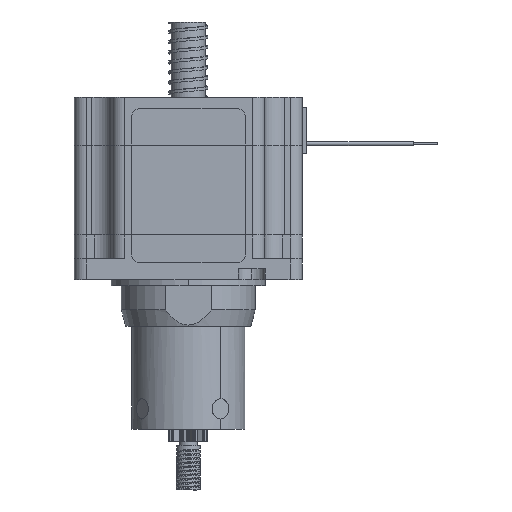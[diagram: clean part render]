
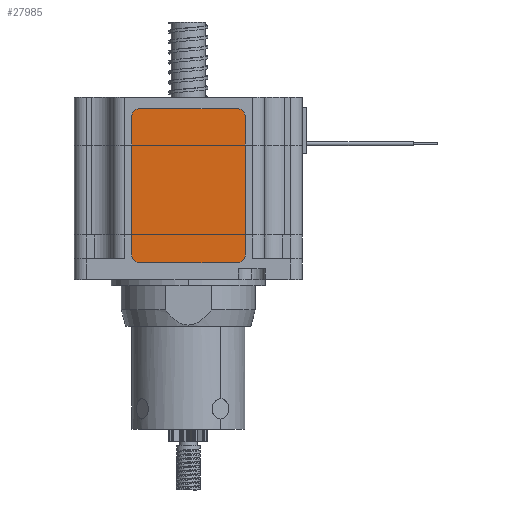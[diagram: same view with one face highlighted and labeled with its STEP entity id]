
A CAD part, front view. The second image highlights one B-rep face of the part: STEP entity #27985.
In plain terms, the highlighted face is planar.
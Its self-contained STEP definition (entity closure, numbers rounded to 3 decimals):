
#726 = AXIS2_PLACEMENT_3D ( 'NONE', #69124, #30407, #42336 ) ;
#2519 = AXIS2_PLACEMENT_3D ( 'NONE', #41252, #30051, #31494 ) ;
#2880 = CARTESIAN_POINT ( 'NONE',  ( 2., 26., 0.1 ) ) ;
#4170 = CARTESIAN_POINT ( 'NONE',  ( 36., 28., 0.1 ) ) ;
#5223 = CIRCLE ( 'NONE', #49101, 2. ) ;
#5246 = AXIS2_PLACEMENT_3D ( 'NONE', #24748, #12456, #7742 ) ;
#5564 = CARTESIAN_POINT ( 'NONE',  ( 0., 26., 0.1 ) ) ;
#6739 = VECTOR ( 'NONE', #61581, 1000. ) ;
#7488 = CIRCLE ( 'NONE', #5246, 2. ) ;
#7742 = DIRECTION ( 'NONE',  ( -1., 0., 0. ) ) ;
#8440 = CARTESIAN_POINT ( 'NONE',  ( 36., 26., 0.1 ) ) ;
#8764 = ORIENTED_EDGE ( 'NONE', *, *, #61599, .T. ) ;
#8785 = EDGE_CURVE ( 'NONE', #69651, #26636, #31297, .T. ) ;
#9023 = DIRECTION ( 'NONE',  ( 0., 1., 0. ) ) ;
#12456 = DIRECTION ( 'NONE',  ( 0., 0., 1. ) ) ;
#13296 = ORIENTED_EDGE ( 'NONE', *, *, #40025, .T. ) ;
#13604 = ORIENTED_EDGE ( 'NONE', *, *, #8785, .T. ) ;
#15216 = PLANE ( 'NONE',  #726 ) ;
#16977 = ORIENTED_EDGE ( 'NONE', *, *, #56313, .T. ) ;
#17107 = EDGE_LOOP ( 'NONE', ( #16977, #70447, #61804, #63842, #13296, #8764, #34267, #13604 ) ) ;
#17479 = VECTOR ( 'NONE', #38512, 1000. ) ;
#19738 = EDGE_CURVE ( 'NONE', #48496, #69651, #31652, .T. ) ;
#19893 = DIRECTION ( 'NONE',  ( 0., 0., 1. ) ) ;
#22177 = CARTESIAN_POINT ( 'NONE',  ( 0., 26., 0.1 ) ) ;
#24007 = DIRECTION ( 'NONE',  ( 0., 0., 1. ) ) ;
#24417 = EDGE_CURVE ( 'NONE', #38868, #67478, #53383, .T. ) ;
#24748 = CARTESIAN_POINT ( 'NONE',  ( 2., 2., 0.1 ) ) ;
#24770 = CARTESIAN_POINT ( 'NONE',  ( 2., 0., 0.1 ) ) ;
#26636 = VERTEX_POINT ( 'NONE', #5564 ) ;
#26644 = CARTESIAN_POINT ( 'NONE',  ( 36., 28., 0.1 ) ) ;
#27985 = ADVANCED_FACE ( 'NONE', ( #42694 ), #15216, .T. ) ;
#28783 = VERTEX_POINT ( 'NONE', #46531 ) ;
#28978 = AXIS2_PLACEMENT_3D ( 'NONE', #2880, #19893, #9023 ) ;
#30051 = DIRECTION ( 'NONE',  ( 0., 0., 1. ) ) ;
#30302 = VERTEX_POINT ( 'NONE', #66049 ) ;
#30407 = DIRECTION ( 'NONE',  ( 0., 0., 1. ) ) ;
#31297 = CIRCLE ( 'NONE', #28978, 2. ) ;
#31494 = DIRECTION ( 'NONE',  ( 0., -1., 0. ) ) ;
#31652 = LINE ( 'NONE', #4170, #17479 ) ;
#33983 = DIRECTION ( 'NONE',  ( 0., 1., 0. ) ) ;
#34267 = ORIENTED_EDGE ( 'NONE', *, *, #19738, .T. ) ;
#35060 = LINE ( 'NONE', #40476, #67793 ) ;
#38512 = DIRECTION ( 'NONE',  ( -1., 0., 0. ) ) ;
#38651 = CARTESIAN_POINT ( 'NONE',  ( 2., 28., 0.1 ) ) ;
#38868 = VERTEX_POINT ( 'NONE', #41420 ) ;
#40025 = EDGE_CURVE ( 'NONE', #30302, #70354, #35060, .T. ) ;
#40476 = CARTESIAN_POINT ( 'NONE',  ( 38., 2., 0.1 ) ) ;
#41252 = CARTESIAN_POINT ( 'NONE',  ( 36., 2., 0.1 ) ) ;
#41420 = CARTESIAN_POINT ( 'NONE',  ( 2., 0., 0.1 ) ) ;
#42336 = DIRECTION ( 'NONE',  ( 1., 0., 0. ) ) ;
#42694 = FACE_OUTER_BOUND ( 'NONE', #17107, .T. ) ;
#44570 = LINE ( 'NONE', #22177, #6739 ) ;
#46071 = DIRECTION ( 'NONE',  ( 1., 0., 0. ) ) ;
#46531 = CARTESIAN_POINT ( 'NONE',  ( 0., 2., 0.1 ) ) ;
#46962 = EDGE_CURVE ( 'NONE', #67478, #30302, #47601, .T. ) ;
#47601 = CIRCLE ( 'NONE', #2519, 2. ) ;
#48496 = VERTEX_POINT ( 'NONE', #26644 ) ;
#48525 = CARTESIAN_POINT ( 'NONE',  ( 38., 26., 0.1 ) ) ;
#49101 = AXIS2_PLACEMENT_3D ( 'NONE', #8440, #24007, #46071 ) ;
#49490 = CARTESIAN_POINT ( 'NONE',  ( 36., 0., 0.1 ) ) ;
#50419 = EDGE_CURVE ( 'NONE', #28783, #38868, #7488, .T. ) ;
#53007 = DIRECTION ( 'NONE',  ( 1., 0., 0. ) ) ;
#53383 = LINE ( 'NONE', #24770, #67556 ) ;
#56313 = EDGE_CURVE ( 'NONE', #26636, #28783, #44570, .T. ) ;
#61581 = DIRECTION ( 'NONE',  ( 0., -1., 0. ) ) ;
#61599 = EDGE_CURVE ( 'NONE', #70354, #48496, #5223, .T. ) ;
#61804 = ORIENTED_EDGE ( 'NONE', *, *, #24417, .T. ) ;
#63842 = ORIENTED_EDGE ( 'NONE', *, *, #46962, .T. ) ;
#66049 = CARTESIAN_POINT ( 'NONE',  ( 38., 2., 0.1 ) ) ;
#67478 = VERTEX_POINT ( 'NONE', #49490 ) ;
#67556 = VECTOR ( 'NONE', #53007, 1000. ) ;
#67793 = VECTOR ( 'NONE', #33983, 1000. ) ;
#69124 = CARTESIAN_POINT ( 'NONE',  ( 19., 14., 0.1 ) ) ;
#69651 = VERTEX_POINT ( 'NONE', #38651 ) ;
#70354 = VERTEX_POINT ( 'NONE', #48525 ) ;
#70447 = ORIENTED_EDGE ( 'NONE', *, *, #50419, .T. ) ;
